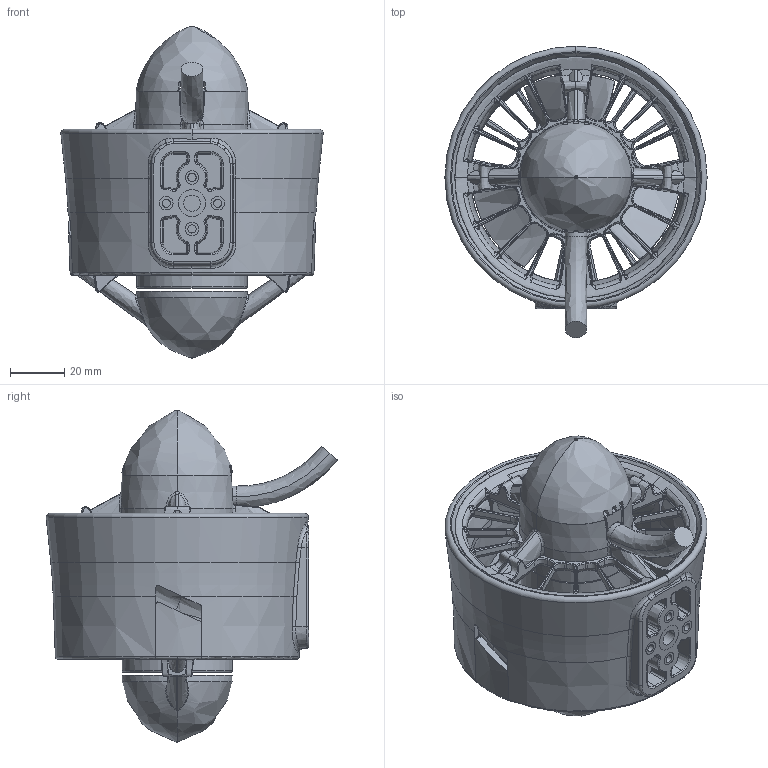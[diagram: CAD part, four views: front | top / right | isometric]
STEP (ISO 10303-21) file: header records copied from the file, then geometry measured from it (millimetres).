
FILE_DESCRIPTION (( 'STEP AP203' ), '1' );
FILE_NAME ('Z80衄厙欶勤俋俋夤.STEP', '2025-01-12T08:41:38', ( '' ), ( '' ), 'SwSTEP 2.0', 'SolidWorks 2022', '' );
FILE_SCHEMA (( 'CONFIG_CONTROL_DESIGN' ));
Length unit declared in the file: millimetre
Products named in the file (1): Z80衄厙欶勤俋俋夤
Bounding box: 96.77 x 107.65 x 122.5 mm (x, y, z)
Volume: 225610.1 mm3; surface area: 80079.3 mm2
Topology: 1 solids, 5 shells, 1999 faces, 5337 edges, 3217 vertices
Faces by surface type: bspline 884, plane 449, cylinder 250, cone 237, torus 175, sphere 4
Entity records: 121805 total; most frequent: CARTESIAN_POINT 81103, ORIENTED_EDGE 10526, DIRECTION 5652, EDGE_CURVE 5263, VERTEX_POINT 3217, B_SPLINE_CURVE_WITH_KNOTS 2885, AXIS2_PLACEMENT_3D 2345, EDGE_LOOP 2068
